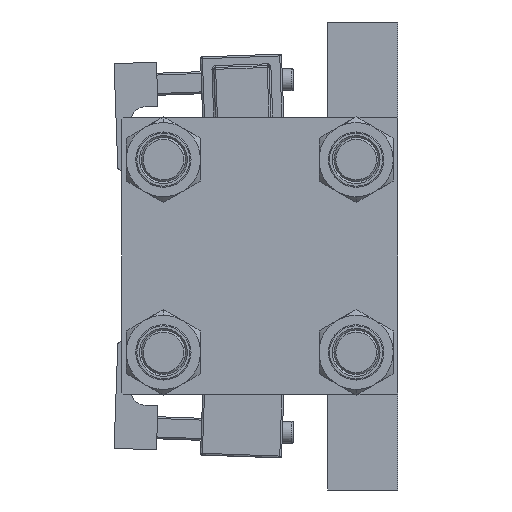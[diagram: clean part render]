
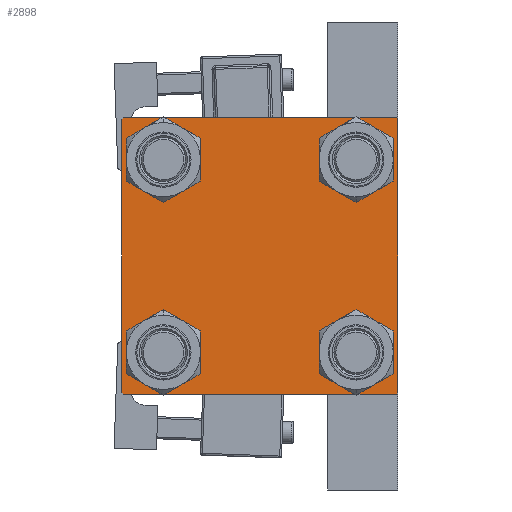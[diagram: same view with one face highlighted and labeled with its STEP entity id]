
A CAD part, left-side view. The second image highlights one B-rep face of the part: STEP entity #2898.
In plain terms, the highlighted planar face has unit normal (-1, 0, 0).
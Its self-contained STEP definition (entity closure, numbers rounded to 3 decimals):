
#222 = LINE ( 'NONE', #42860, #18971 ) ;
#641 = ORIENTED_EDGE ( 'NONE', *, *, #28313, .T. ) ;
#749 = AXIS2_PLACEMENT_3D ( 'NONE', #21784, #10326, #49850 ) ;
#905 = DIRECTION ( 'NONE',  ( 0., -1., 0. ) ) ;
#929 = CARTESIAN_POINT ( 'NONE',  ( 0., 37., 37.5 ) ) ;
#1028 = VERTEX_POINT ( 'NONE', #41473 ) ;
#1148 = DIRECTION ( 'NONE',  ( 0., 0., 1. ) ) ;
#1398 = CARTESIAN_POINT ( 'NONE',  ( 0., 26.15, -26.15 ) ) ;
#1607 = ORIENTED_EDGE ( 'NONE', *, *, #49046, .T. ) ;
#1722 = EDGE_CURVE ( 'NONE', #34031, #25834, #24344, .T. ) ;
#1997 = DIRECTION ( 'NONE',  ( 1., 0., 0. ) ) ;
#2174 = DIRECTION ( 'NONE',  ( -1., 0., 0. ) ) ;
#2374 = CARTESIAN_POINT ( 'NONE',  ( 0., 37., -37.5 ) ) ;
#2898 = ADVANCED_FACE ( 'NONE', ( #26591, #34657, #18539, #41429, #42450 ), #22698, .T. ) ;
#3008 = ORIENTED_EDGE ( 'NONE', *, *, #25639, .T. ) ;
#3821 = CARTESIAN_POINT ( 'NONE',  ( 0., -26.15, 19.65 ) ) ;
#4281 = ORIENTED_EDGE ( 'NONE', *, *, #12881, .T. ) ;
#5517 = LINE ( 'NONE', #13069, #37074 ) ;
#7626 = AXIS2_PLACEMENT_3D ( 'NONE', #42531, #1997, #29800 ) ;
#7671 = VERTEX_POINT ( 'NONE', #39000 ) ;
#8256 = EDGE_CURVE ( 'NONE', #43397, #9426, #11590, .T. ) ;
#8426 = DIRECTION ( 'NONE',  ( 1., 0., 0. ) ) ;
#8731 = CIRCLE ( 'NONE', #11227, 6.5 ) ;
#8780 = CARTESIAN_POINT ( 'NONE',  ( 0., 26.15, 32.65 ) ) ;
#9417 = EDGE_LOOP ( 'NONE', ( #641, #30067 ) ) ;
#9426 = VERTEX_POINT ( 'NONE', #3821 ) ;
#9720 = DIRECTION ( 'NONE',  ( 0., 0., -1. ) ) ;
#10241 = ORIENTED_EDGE ( 'NONE', *, *, #27523, .T. ) ;
#10326 = DIRECTION ( 'NONE',  ( 1., 0., 0. ) ) ;
#10973 = CARTESIAN_POINT ( 'NONE',  ( 0., 26.15, -26.15 ) ) ;
#11122 = CARTESIAN_POINT ( 'NONE',  ( 0., -37., -37.5 ) ) ;
#11227 = AXIS2_PLACEMENT_3D ( 'NONE', #34190, #15216, #42755 ) ;
#11590 = CIRCLE ( 'NONE', #35575, 6.5 ) ;
#11653 = DIRECTION ( 'NONE',  ( 0., 0.707, 0.707 ) ) ;
#11757 = EDGE_CURVE ( 'NONE', #7671, #43732, #25298, .T. ) ;
#12407 = ORIENTED_EDGE ( 'NONE', *, *, #46212, .T. ) ;
#12853 = LINE ( 'NONE', #40672, #46599 ) ;
#12881 = EDGE_CURVE ( 'NONE', #9426, #43397, #8731, .T. ) ;
#13069 = CARTESIAN_POINT ( 'NONE',  ( 0., 37.5, 37.5 ) ) ;
#13330 = CARTESIAN_POINT ( 'NONE',  ( 0., -26.15, 32.65 ) ) ;
#13689 = AXIS2_PLACEMENT_3D ( 'NONE', #1398, #40401, #1148 ) ;
#15133 = CARTESIAN_POINT ( 'NONE',  ( 0., 37.25, -37.25 ) ) ;
#15199 = ORIENTED_EDGE ( 'NONE', *, *, #8256, .T. ) ;
#15216 = DIRECTION ( 'NONE',  ( 1., 0., 0. ) ) ;
#16499 = VERTEX_POINT ( 'NONE', #25759 ) ;
#16840 = LINE ( 'NONE', #20744, #26865 ) ;
#17288 = VECTOR ( 'NONE', #18004, 1000. ) ;
#18004 = DIRECTION ( 'NONE',  ( 0., -0.707, -0.707 ) ) ;
#18267 = LINE ( 'NONE', #15133, #17288 ) ;
#18539 = FACE_BOUND ( 'NONE', #31349, .T. ) ;
#18873 = EDGE_LOOP ( 'NONE', ( #37284, #28693 ) ) ;
#18971 = VECTOR ( 'NONE', #11653, 1000. ) ;
#19244 = CIRCLE ( 'NONE', #7626, 6.5 ) ;
#19305 = AXIS2_PLACEMENT_3D ( 'NONE', #10973, #26832, #42696 ) ;
#19961 = CARTESIAN_POINT ( 'NONE',  ( 0., 37.5, -37. ) ) ;
#20139 = ORIENTED_EDGE ( 'NONE', *, *, #49449, .T. ) ;
#20598 = ORIENTED_EDGE ( 'NONE', *, *, #11757, .T. ) ;
#20744 = CARTESIAN_POINT ( 'NONE',  ( 0., -37.5, 37.5 ) ) ;
#21341 = EDGE_CURVE ( 'NONE', #36339, #42717, #32564, .T. ) ;
#21784 = CARTESIAN_POINT ( 'NONE',  ( 0., -26.15, -26.15 ) ) ;
#22003 = CARTESIAN_POINT ( 'NONE',  ( 0., -26.15, -19.65 ) ) ;
#22698 = PLANE ( 'NONE',  #35468 ) ;
#22738 = EDGE_LOOP ( 'NONE', ( #12407, #20139, #10241, #51374, #32767, #1607, #23820, #28622 ) ) ;
#23130 = VECTOR ( 'NONE', #9720, 1000. ) ;
#23820 = ORIENTED_EDGE ( 'NONE', *, *, #41704, .F. ) ;
#24344 = LINE ( 'NONE', #40192, #37051 ) ;
#25193 = CARTESIAN_POINT ( 'NONE',  ( 0., -26.15, -26.15 ) ) ;
#25237 = CARTESIAN_POINT ( 'NONE',  ( 0., -37.5, -37. ) ) ;
#25298 = CIRCLE ( 'NONE', #13689, 6.5 ) ;
#25483 = CARTESIAN_POINT ( 'NONE',  ( 0., 26.15, -19.65 ) ) ;
#25639 = EDGE_CURVE ( 'NONE', #43732, #7671, #30917, .T. ) ;
#25759 = CARTESIAN_POINT ( 'NONE',  ( 0., -37.5, 37. ) ) ;
#25834 = VERTEX_POINT ( 'NONE', #25237 ) ;
#26542 = VERTEX_POINT ( 'NONE', #22003 ) ;
#26591 = FACE_BOUND ( 'NONE', #28333, .T. ) ;
#26787 = VERTEX_POINT ( 'NONE', #2374 ) ;
#26832 = DIRECTION ( 'NONE',  ( 1., 0., 0. ) ) ;
#26865 = VECTOR ( 'NONE', #32195, 1000. ) ;
#27164 = DIRECTION ( 'NONE',  ( 0., 0., 1. ) ) ;
#27523 = EDGE_CURVE ( 'NONE', #26787, #34031, #12853, .T. ) ;
#28313 = EDGE_CURVE ( 'NONE', #36016, #47684, #19244, .T. ) ;
#28333 = EDGE_LOOP ( 'NONE', ( #15199, #4281 ) ) ;
#28608 = EDGE_CURVE ( 'NONE', #26542, #32045, #43325, .T. ) ;
#28622 = ORIENTED_EDGE ( 'NONE', *, *, #21341, .T. ) ;
#28693 = ORIENTED_EDGE ( 'NONE', *, *, #51211, .T. ) ;
#28776 = CARTESIAN_POINT ( 'NONE',  ( 0., 37.5, 37. ) ) ;
#29800 = DIRECTION ( 'NONE',  ( 0., 0., 1. ) ) ;
#29977 = CARTESIAN_POINT ( 'NONE',  ( 0., 37.5, 37.5 ) ) ;
#30067 = ORIENTED_EDGE ( 'NONE', *, *, #35677, .T. ) ;
#30646 = CIRCLE ( 'NONE', #749, 6.5 ) ;
#30917 = CIRCLE ( 'NONE', #19305, 6.5 ) ;
#31349 = EDGE_LOOP ( 'NONE', ( #3008, #20598 ) ) ;
#32045 = VERTEX_POINT ( 'NONE', #39148 ) ;
#32195 = DIRECTION ( 'NONE',  ( 0., 0., -1. ) ) ;
#32564 = LINE ( 'NONE', #36714, #45674 ) ;
#32767 = ORIENTED_EDGE ( 'NONE', *, *, #36055, .F. ) ;
#32833 = DIRECTION ( 'NONE',  ( 0., -1., 0. ) ) ;
#33514 = DIRECTION ( 'NONE',  ( 0., 0., 1. ) ) ;
#33910 = LINE ( 'NONE', #29977, #23130 ) ;
#34031 = VERTEX_POINT ( 'NONE', #11122 ) ;
#34190 = CARTESIAN_POINT ( 'NONE',  ( 0., -26.15, 26.15 ) ) ;
#34657 = FACE_BOUND ( 'NONE', #18873, .T. ) ;
#35468 = AXIS2_PLACEMENT_3D ( 'NONE', #42200, #2174, #50507 ) ;
#35575 = AXIS2_PLACEMENT_3D ( 'NONE', #51082, #8426, #27164 ) ;
#35677 = EDGE_CURVE ( 'NONE', #47684, #36016, #40148, .T. ) ;
#36016 = VERTEX_POINT ( 'NONE', #8780 ) ;
#36055 = EDGE_CURVE ( 'NONE', #16499, #25834, #16840, .T. ) ;
#36339 = VERTEX_POINT ( 'NONE', #929 ) ;
#36714 = CARTESIAN_POINT ( 'NONE',  ( 0., 37.25, 37.25 ) ) ;
#37051 = VECTOR ( 'NONE', #40450, 1000. ) ;
#37074 = VECTOR ( 'NONE', #32833, 1000. ) ;
#37284 = ORIENTED_EDGE ( 'NONE', *, *, #28608, .T. ) ;
#38074 = DIRECTION ( 'NONE',  ( 1., 0., 0. ) ) ;
#38184 = VERTEX_POINT ( 'NONE', #19961 ) ;
#39000 = CARTESIAN_POINT ( 'NONE',  ( 0., 26.15, -32.65 ) ) ;
#39148 = CARTESIAN_POINT ( 'NONE',  ( 0., -26.15, -32.65 ) ) ;
#40148 = CIRCLE ( 'NONE', #49285, 6.5 ) ;
#40192 = CARTESIAN_POINT ( 'NONE',  ( 0., -37.25, -37.25 ) ) ;
#40401 = DIRECTION ( 'NONE',  ( 1., 0., 0. ) ) ;
#40450 = DIRECTION ( 'NONE',  ( 0., -0.707, 0.707 ) ) ;
#40672 = CARTESIAN_POINT ( 'NONE',  ( 0., 37.5, -37.5 ) ) ;
#41429 = FACE_BOUND ( 'NONE', #9417, .T. ) ;
#41473 = CARTESIAN_POINT ( 'NONE',  ( 0., -37., 37.5 ) ) ;
#41704 = EDGE_CURVE ( 'NONE', #36339, #1028, #5517, .T. ) ;
#42200 = CARTESIAN_POINT ( 'NONE',  ( 0., 0., 0. ) ) ;
#42450 = FACE_OUTER_BOUND ( 'NONE', #22738, .T. ) ;
#42466 = AXIS2_PLACEMENT_3D ( 'NONE', #25193, #45207, #33514 ) ;
#42479 = DIRECTION ( 'NONE',  ( 0., 0., 1. ) ) ;
#42531 = CARTESIAN_POINT ( 'NONE',  ( 0., 26.15, 26.15 ) ) ;
#42696 = DIRECTION ( 'NONE',  ( 0., 0., 1. ) ) ;
#42717 = VERTEX_POINT ( 'NONE', #28776 ) ;
#42755 = DIRECTION ( 'NONE',  ( 0., 0., 1. ) ) ;
#42860 = CARTESIAN_POINT ( 'NONE',  ( 0., -37.25, 37.25 ) ) ;
#43325 = CIRCLE ( 'NONE', #42466, 6.5 ) ;
#43397 = VERTEX_POINT ( 'NONE', #13330 ) ;
#43732 = VERTEX_POINT ( 'NONE', #25483 ) ;
#45207 = DIRECTION ( 'NONE',  ( 1., 0., 0. ) ) ;
#45674 = VECTOR ( 'NONE', #48423, 1000. ) ;
#46212 = EDGE_CURVE ( 'NONE', #42717, #38184, #33910, .T. ) ;
#46599 = VECTOR ( 'NONE', #905, 1000. ) ;
#47684 = VERTEX_POINT ( 'NONE', #50398 ) ;
#48423 = DIRECTION ( 'NONE',  ( 0., 0.707, -0.707 ) ) ;
#49046 = EDGE_CURVE ( 'NONE', #16499, #1028, #222, .T. ) ;
#49285 = AXIS2_PLACEMENT_3D ( 'NONE', #49775, #38074, #42479 ) ;
#49449 = EDGE_CURVE ( 'NONE', #38184, #26787, #18267, .T. ) ;
#49775 = CARTESIAN_POINT ( 'NONE',  ( 0., 26.15, 26.15 ) ) ;
#49850 = DIRECTION ( 'NONE',  ( 0., 0., 1. ) ) ;
#50398 = CARTESIAN_POINT ( 'NONE',  ( 0., 26.15, 19.65 ) ) ;
#50507 = DIRECTION ( 'NONE',  ( 0., 0., 1. ) ) ;
#51082 = CARTESIAN_POINT ( 'NONE',  ( 0., -26.15, 26.15 ) ) ;
#51211 = EDGE_CURVE ( 'NONE', #32045, #26542, #30646, .T. ) ;
#51374 = ORIENTED_EDGE ( 'NONE', *, *, #1722, .T. ) ;
